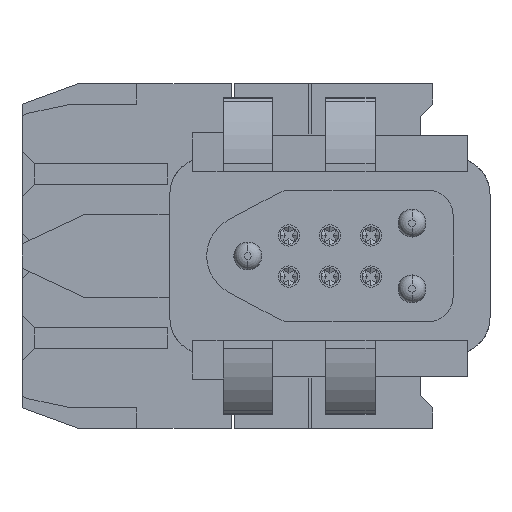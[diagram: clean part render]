
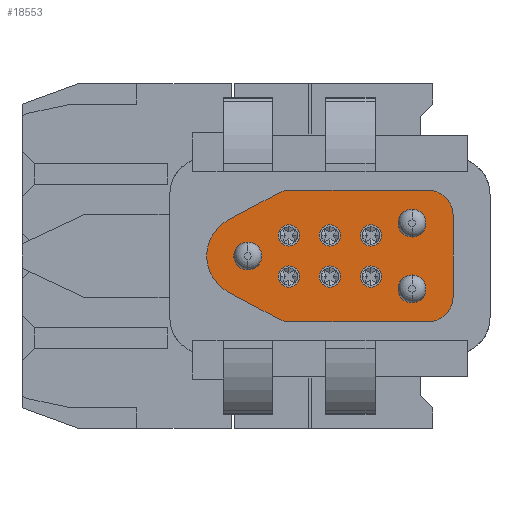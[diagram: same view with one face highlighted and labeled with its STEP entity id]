
A CAD part, front view. The second image highlights one B-rep face of the part: STEP entity #18553.
In plain terms, the highlighted planar face has unit normal (0, -1, 0).
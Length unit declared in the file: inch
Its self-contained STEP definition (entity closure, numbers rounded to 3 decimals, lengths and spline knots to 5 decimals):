
#158 = DIRECTION ( 'NONE',  ( 0., 1., 0. ) ) ;
#703 = ORIENTED_EDGE ( 'NONE', *, *, #16553, .F. ) ;
#802 = CIRCLE ( 'NONE', #23744, 0.05 ) ;
#1046 = VERTEX_POINT ( 'NONE', #16668 ) ;
#1373 = EDGE_CURVE ( 'NONE', #19330, #14889, #13499, .T. ) ;
#1453 = DIRECTION ( 'NONE',  ( 1., 0., 0. ) ) ;
#2424 = CARTESIAN_POINT ( 'NONE',  ( 0.12, 0.079, 0.08 ) ) ;
#2634 = CARTESIAN_POINT ( 'NONE',  ( -0.06295, 0.079, 0.07646 ) ) ;
#3189 = VECTOR ( 'NONE', #12251, 39.37008 ) ;
#3201 = VERTEX_POINT ( 'NONE', #20379 ) ;
#3447 = CARTESIAN_POINT ( 'NONE',  ( -0.12355, 0.079, -0.04411 ) ) ;
#3894 = EDGE_CURVE ( 'NONE', #21026, #14889, #13294, .T. ) ;
#4833 = EDGE_LOOP ( 'NONE', ( #20981, #17301, #12234, #13150, #11078, #15702, #17419, #703, #6721, #12428 ) ) ;
#4880 = CARTESIAN_POINT ( 'NONE',  ( -0.04882, 0.079, -0.05 ) ) ;
#4915 = AXIS2_PLACEMENT_3D ( 'NONE', #19459, #8426, #23168 ) ;
#5897 = VECTOR ( 'NONE', #1453, 39.37008 ) ;
#6073 = VERTEX_POINT ( 'NONE', #3447 ) ;
#6721 = ORIENTED_EDGE ( 'NONE', *, *, #10702, .F. ) ;
#7272 = CARTESIAN_POINT ( 'NONE',  ( 0.15, 0.079, -0.05 ) ) ;
#7439 = CARTESIAN_POINT ( 'NONE',  ( -0.1, 0.079, 0. ) ) ;
#7631 = CARTESIAN_POINT ( 'NONE',  ( -0.04574, 0.079, 0.08566 ) ) ;
#7670 = VERTEX_POINT ( 'NONE', #23019 ) ;
#7855 = CARTESIAN_POINT ( 'NONE',  ( 0.15, 0.079, 0.05 ) ) ;
#7912 = EDGE_CURVE ( 'NONE', #1046, #20956, #7936, .T. ) ;
#7936 = LINE ( 'NONE', #16158, #5897 ) ;
#8250 = CARTESIAN_POINT ( 'NONE',  ( 0., 0.079, 0. ) ) ;
#8388 = CARTESIAN_POINT ( 'NONE',  ( 0.15, 0.079, 0. ) ) ;
#8426 = DIRECTION ( 'NONE',  ( 0., -1., 0. ) ) ;
#9529 = CARTESIAN_POINT ( 'NONE',  ( 0.12, 0.079, 0.05 ) ) ;
#10262 = VERTEX_POINT ( 'NONE', #2634 ) ;
#10702 = EDGE_CURVE ( 'NONE', #3201, #10262, #18214, .T. ) ;
#10949 = LINE ( 'NONE', #12779, #18992 ) ;
#11000 = DIRECTION ( 'NONE',  ( 0., 0., 1. ) ) ;
#11078 = ORIENTED_EDGE ( 'NONE', *, *, #3894, .F. ) ;
#11203 = EDGE_CURVE ( 'NONE', #7670, #19330, #10949, .T. ) ;
#12234 = ORIENTED_EDGE ( 'NONE', *, *, #11203, .T. ) ;
#12251 = DIRECTION ( 'NONE',  ( 0., 0., -1. ) ) ;
#12428 = ORIENTED_EDGE ( 'NONE', *, *, #13015, .F. ) ;
#12634 = CARTESIAN_POINT ( 'NONE',  ( -0.06295, 0.079, -0.07646 ) ) ;
#12779 = CARTESIAN_POINT ( 'NONE',  ( 0., 0.079, -0.08 ) ) ;
#12782 = AXIS2_PLACEMENT_3D ( 'NONE', #9529, #22422, #15094 ) ;
#12834 = CIRCLE ( 'NONE', #12782, 0.03 ) ;
#13015 = EDGE_CURVE ( 'NONE', #6073, #3201, #802, .T. ) ;
#13150 = ORIENTED_EDGE ( 'NONE', *, *, #1373, .T. ) ;
#13294 = LINE ( 'NONE', #8388, #3189 ) ;
#13499 = CIRCLE ( 'NONE', #4915, 0.03 ) ;
#13549 = DIRECTION ( 'NONE',  ( 0.882, 0., 0.471 ) ) ;
#13729 = EDGE_CURVE ( 'NONE', #20956, #21026, #12834, .T. ) ;
#14382 = PLANE ( 'NONE',  #23119 ) ;
#14495 = CIRCLE ( 'NONE', #17404, 0.03 ) ;
#14574 = DIRECTION ( 'NONE',  ( 1., 0., 0. ) ) ;
#14581 = CIRCLE ( 'NONE', #14726, 0.03 ) ;
#14726 = AXIS2_PLACEMENT_3D ( 'NONE', #16946, #22248, #18784 ) ;
#14889 = VERTEX_POINT ( 'NONE', #7272 ) ;
#15094 = DIRECTION ( 'NONE',  ( 0., 0., 1. ) ) ;
#15573 = EDGE_CURVE ( 'NONE', #6073, #23402, #15885, .T. ) ;
#15702 = ORIENTED_EDGE ( 'NONE', *, *, #13729, .F. ) ;
#15885 = LINE ( 'NONE', #19243, #21067 ) ;
#16059 = DIRECTION ( 'NONE',  ( 0., 1., 0. ) ) ;
#16158 = CARTESIAN_POINT ( 'NONE',  ( 0., 0.079, 0.08 ) ) ;
#16500 = DIRECTION ( 'NONE',  ( 0.882, 0., -0.471 ) ) ;
#16553 = EDGE_CURVE ( 'NONE', #10262, #1046, #14581, .T. ) ;
#16668 = CARTESIAN_POINT ( 'NONE',  ( -0.04882, 0.079, 0.08 ) ) ;
#16946 = CARTESIAN_POINT ( 'NONE',  ( -0.04882, 0.079, 0.05 ) ) ;
#17301 = ORIENTED_EDGE ( 'NONE', *, *, #23320, .T. ) ;
#17404 = AXIS2_PLACEMENT_3D ( 'NONE', #4880, #21683, #21750 ) ;
#17419 = ORIENTED_EDGE ( 'NONE', *, *, #7912, .F. ) ;
#18214 = LINE ( 'NONE', #7631, #21410 ) ;
#18553 = ADVANCED_FACE ( 'NONE', ( #23421 ), #14382, .F. ) ;
#18784 = DIRECTION ( 'NONE',  ( 0., 0., 1. ) ) ;
#18798 = CARTESIAN_POINT ( 'NONE',  ( 0.12, 0.079, -0.08 ) ) ;
#18992 = VECTOR ( 'NONE', #14574, 39.37008 ) ;
#19243 = CARTESIAN_POINT ( 'NONE',  ( -0.04574, 0.079, -0.08566 ) ) ;
#19330 = VERTEX_POINT ( 'NONE', #18798 ) ;
#19459 = CARTESIAN_POINT ( 'NONE',  ( 0.12, 0.079, -0.05 ) ) ;
#20326 = DIRECTION ( 'NONE',  ( 0., 0., 1. ) ) ;
#20379 = CARTESIAN_POINT ( 'NONE',  ( -0.12355, 0.079, 0.04411 ) ) ;
#20956 = VERTEX_POINT ( 'NONE', #2424 ) ;
#20981 = ORIENTED_EDGE ( 'NONE', *, *, #15573, .T. ) ;
#21026 = VERTEX_POINT ( 'NONE', #7855 ) ;
#21067 = VECTOR ( 'NONE', #16500, 39.37008 ) ;
#21410 = VECTOR ( 'NONE', #13549, 39.37008 ) ;
#21683 = DIRECTION ( 'NONE',  ( 0., -1., 0. ) ) ;
#21750 = DIRECTION ( 'NONE',  ( 0., 0., 1. ) ) ;
#22248 = DIRECTION ( 'NONE',  ( 0., 1., 0. ) ) ;
#22422 = DIRECTION ( 'NONE',  ( 0., 1., 0. ) ) ;
#23019 = CARTESIAN_POINT ( 'NONE',  ( -0.04882, 0.079, -0.08 ) ) ;
#23119 = AXIS2_PLACEMENT_3D ( 'NONE', #8250, #16059, #11000 ) ;
#23168 = DIRECTION ( 'NONE',  ( 0., 0., 1. ) ) ;
#23320 = EDGE_CURVE ( 'NONE', #23402, #7670, #14495, .T. ) ;
#23402 = VERTEX_POINT ( 'NONE', #12634 ) ;
#23421 = FACE_OUTER_BOUND ( 'NONE', #4833, .T. ) ;
#23744 = AXIS2_PLACEMENT_3D ( 'NONE', #7439, #158, #20326 ) ;
